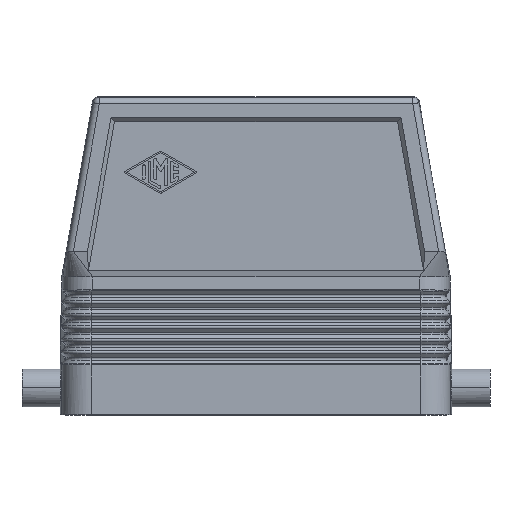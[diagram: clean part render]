
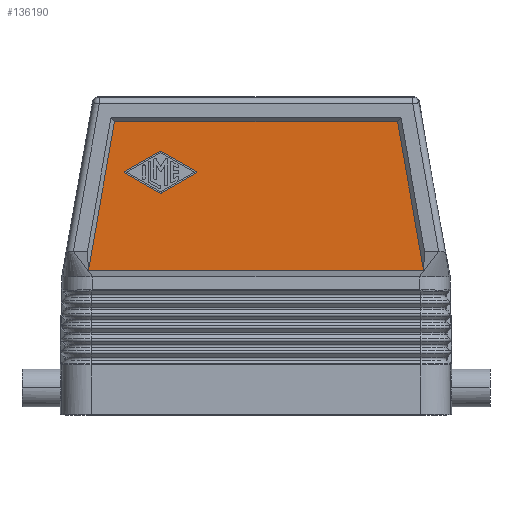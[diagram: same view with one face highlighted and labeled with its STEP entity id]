
A CAD part, left-side view. The second image highlights one B-rep face of the part: STEP entity #136190.
In plain terms, the highlighted planar face has unit normal (-1, 0, 0).
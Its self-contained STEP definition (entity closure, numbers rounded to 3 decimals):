
#34520=CARTESIAN_POINT('',(374.083,40.072,
63.188));
#34530=VERTEX_POINT('',#34520);
#34700=CARTESIAN_POINT('',(374.083,48.488,
58.377));
#34710=VERTEX_POINT('',#34700);
#34740=CARTESIAN_POINT('',(374.083,44.373,
60.73));
#34750=DIRECTION('',(0.,-0.868,0.496));
#34760=VECTOR('',#34750,1.);
#34770=LINE('',#34740,#34760);
#34780=EDGE_CURVE('',#34710,#34530,#34770,.T.);
#63410=CARTESIAN_POINT('',(374.083,39.741,
63.188));
#63420=VERTEX_POINT('',#63410);
#63550=CARTESIAN_POINT('',(374.083,39.906,
62.899));
#63560=DIRECTION('',(-1.,0.,0.));
#63570=DIRECTION('',(0.,-1.,0.));
#63580=AXIS2_PLACEMENT_3D('',#63550,#63560,#63570);
#63590=CIRCLE('',#63580,0.333);
#63600=EDGE_CURVE('',#63420,#34530,#63590,.T.);
#80620=CARTESIAN_POINT('',(374.083,48.488,
58.088));
#80630=VERTEX_POINT('',#80620);
#80660=CARTESIAN_POINT('',(374.083,48.405,
58.233));
#80670=DIRECTION('',(-1.,0.,0.));
#80680=DIRECTION('',(0.,-1.,0.));
#80690=AXIS2_PLACEMENT_3D('',#80660,#80670,#80680);
#80700=CIRCLE('',#80690,0.167);
#80710=EDGE_CURVE('',#34710,#80630,#80700,.T.);
#91270=CARTESIAN_POINT('',(374.083,40.072,
53.277));
#91280=VERTEX_POINT('',#91270);
#91460=CARTESIAN_POINT('',(374.083,39.741,
53.277));
#91470=VERTEX_POINT('',#91460);
#91500=CARTESIAN_POINT('',(374.083,39.906,
53.566));
#91510=DIRECTION('',(-1.,0.,0.));
#91520=DIRECTION('',(0.,-1.,0.));
#91530=AXIS2_PLACEMENT_3D('',#91500,#91510,#91520);
#91540=CIRCLE('',#91530,0.333);
#91550=EDGE_CURVE('',#91280,#91470,#91540,.T.);
#92220=CARTESIAN_POINT('',(374.083,44.373,
55.735));
#92230=DIRECTION('',(0.,0.868,0.496));
#92240=VECTOR('',#92230,1.);
#92250=LINE('',#92220,#92240);
#92260=EDGE_CURVE('',#91280,#80630,#92250,.T.);
#97940=CARTESIAN_POINT('',(374.083,31.324,
58.088));
#97950=VERTEX_POINT('',#97940);
#98030=CARTESIAN_POINT('',(374.083,31.324,
58.377));
#98040=VERTEX_POINT('',#98030);
#98070=CARTESIAN_POINT('',(374.083,31.407,
58.233));
#98080=DIRECTION('',(-1.,0.,0.));
#98090=DIRECTION('',(0.,-1.,0.));
#98100=AXIS2_PLACEMENT_3D('',#98070,#98080,#98090);
#98110=CIRCLE('',#98100,0.167);
#98120=EDGE_CURVE('',#97950,#98040,#98110,.T.);
#135000=CARTESIAN_POINT('',(374.083,50.926,
70.233));
#135010=VERTEX_POINT('',#135000);
#135180=CARTESIAN_POINT('',(374.083,-16.613,
70.233));
#135190=VERTEX_POINT('',#135180);
#135220=CARTESIAN_POINT('',(374.083,44.373,
70.233));
#135230=DIRECTION('',(0.,1.,0.));
#135240=VECTOR('',#135230,1.);
#135250=LINE('',#135220,#135240);
#135260=EDGE_CURVE('',#135190,#135010,#135250,.T.);
#135490=CARTESIAN_POINT('',(374.083,-22.843,
34.87));
#135500=VERTEX_POINT('',#135490);
#135530=CARTESIAN_POINT('',(374.083,-26.831,
12.233));
#135540=DIRECTION('',(0.,0.174,0.985));
#135550=VECTOR('',#135540,1.);
#135560=LINE('',#135530,#135550);
#135570=EDGE_CURVE('',#135500,#135190,#135560,.T.);
#135760=CARTESIAN_POINT('',(374.083,-12.317,
48.893));
#135770=DIRECTION('',(1.,0.,0.));
#135780=DIRECTION('',(0.,1.,0.));
#135790=AXIS2_PLACEMENT_3D('',#135760,#135770,#135780);
#135800=PLANE('',#135790);
#135810=ORIENTED_EDGE('',*,*,#98120,.F.);
#135820=CARTESIAN_POINT('',(374.083,44.373,
65.836));
#135830=DIRECTION('',(0.,-0.868,-0.496));
#135840=VECTOR('',#135830,1.);
#135850=LINE('',#135820,#135840);
#135860=EDGE_CURVE('',#63420,#98040,#135850,.T.);
#135870=ORIENTED_EDGE('',*,*,#135860,.T.);
#135880=ORIENTED_EDGE('',*,*,#63600,.F.);
#135890=ORIENTED_EDGE('',*,*,#34780,.T.);
#135900=ORIENTED_EDGE('',*,*,#80710,.F.);
#135910=ORIENTED_EDGE('',*,*,#92260,.T.);
#135920=ORIENTED_EDGE('',*,*,#91550,.F.);
#135930=CARTESIAN_POINT('',(374.083,44.373,
50.63));
#135940=DIRECTION('',(0.,0.868,-0.496));
#135950=VECTOR('',#135940,1.);
#135960=LINE('',#135930,#135950);
#135970=EDGE_CURVE('',#97950,#91470,#135960,.T.);
#135980=ORIENTED_EDGE('',*,*,#135970,.T.);
#135990=EDGE_LOOP('',(#135980,#135920,#135910,#135900,#135890,#135880,
#135870,#135810));
#136000=FACE_BOUND('',#135990,.T.);
#136010=CARTESIAN_POINT('',(374.083,44.373,
34.87));
#136020=DIRECTION('',(0.,1.,0.));
#136030=VECTOR('',#136020,1.);
#136040=LINE('',#136010,#136030);
#136050=CARTESIAN_POINT('',(374.083,57.156,
34.87));
#136060=VERTEX_POINT('',#136050);
#136070=EDGE_CURVE('',#135500,#136060,#136040,.T.);
#136080=ORIENTED_EDGE('',*,*,#136070,.F.);
#136090=CARTESIAN_POINT('',(374.083,61.144,
12.233));
#136100=DIRECTION('',(0.,-0.174,0.985));
#136110=VECTOR('',#136100,1.);
#136120=LINE('',#136090,#136110);
#136130=EDGE_CURVE('',#136060,#135010,#136120,.T.);
#136140=ORIENTED_EDGE('',*,*,#136130,.F.);
#136150=ORIENTED_EDGE('',*,*,#135260,.T.);
#136160=ORIENTED_EDGE('',*,*,#135570,.T.);
#136170=EDGE_LOOP('',(#136160,#136150,#136140,#136080));
#136180=FACE_OUTER_BOUND('',#136170,.T.);
#136190=ADVANCED_FACE('',(#136000,#136180),#135800,.F.);
